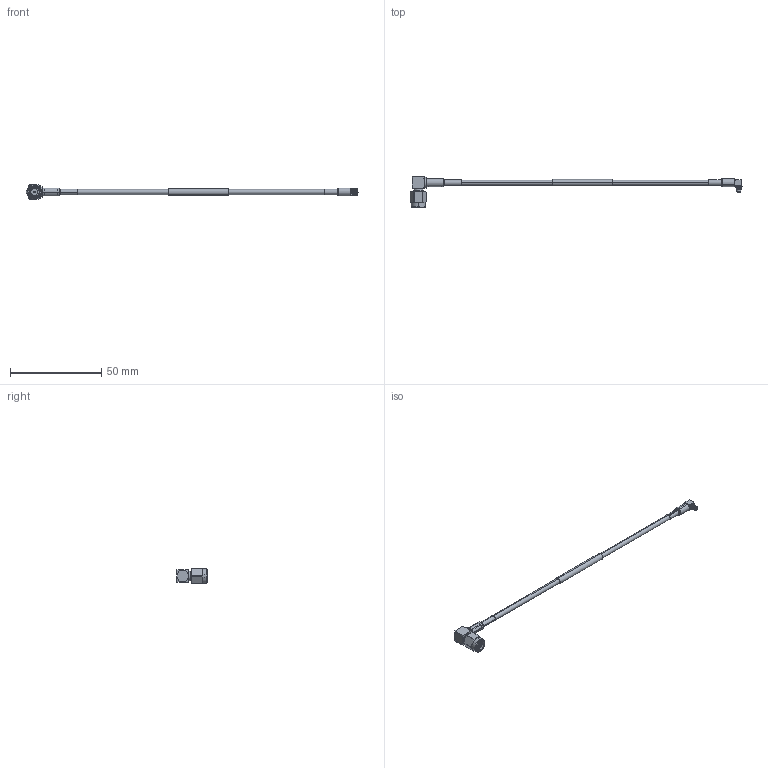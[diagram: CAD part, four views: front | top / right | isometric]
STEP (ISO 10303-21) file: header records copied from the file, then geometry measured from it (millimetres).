
FILE_DESCRIPTION (( 'STEP AP214' ), '1' );
FILE_NAME ('FMC00264_3D.step', '2023-02-23T02:38:43', ( '' ), ( '' ), 'SwSTEP 2.0', 'SolidWorks 2022', '' );
FILE_SCHEMA (( 'AUTOMOTIVE_DESIGN' ));
Length unit declared in the file: inch
Products named in the file (6): heat shrink conn 2^FMC00264_conn 1; LMR-100A-PVC Ø.110 jacket^FMC00264; heat shrink conn 1^FMC00264_conn 1; SC6052; FMC00264_3D; SC9535
Assembly tree (5 placements, depth 2):
  FMC00264_3D
    LMR-100A-PVC Ø.110 jacket^FMC00264
    SC6052
    heat shrink conn 1^FMC00264_conn 1
    SC9535
    heat shrink conn 2^FMC00264_conn 1
Bounding box: 181.73 x 16.51 x 7.94 mm (x, y, z)
Volume: 1954.8 mm3; surface area: 4221.7 mm2
Topology: 8 solids, 8 shells, 3434 faces, 7060 edges, 3661 vertices
Faces by surface type: bspline 2488, cylinder 650, plane 229, cone 47, torus 20
Entity records: 135303 total; most frequent: CARTESIAN_POINT 91143, ORIENTED_EDGE 14116, EDGE_CURVE 7058, VERTEX_POINT 3661, EDGE_LOOP 3463, FACE_OUTER_BOUND 3434, ADVANCED_FACE 3434, B_SPLINE_CURVE_WITH_KNOTS 2818
